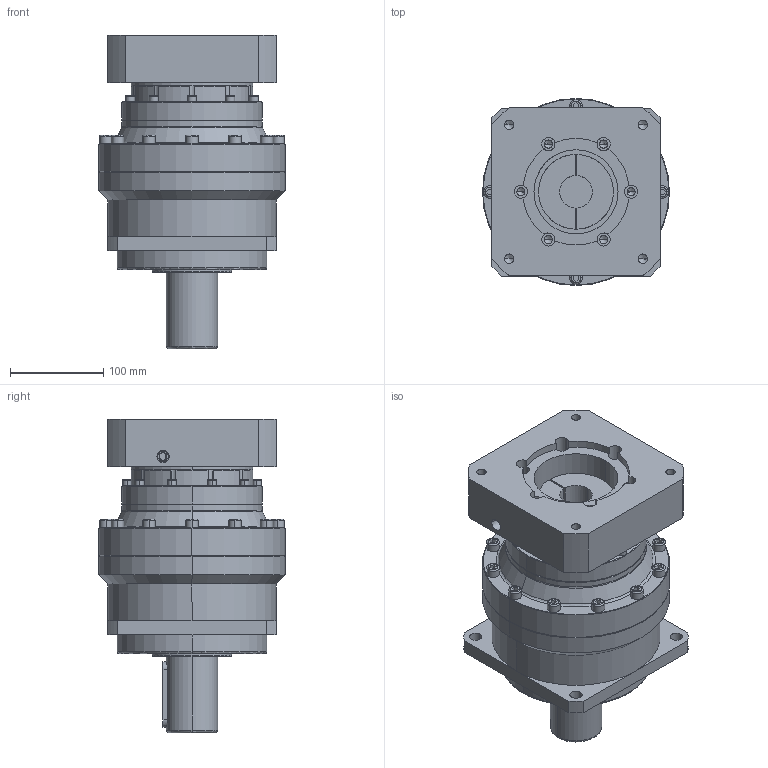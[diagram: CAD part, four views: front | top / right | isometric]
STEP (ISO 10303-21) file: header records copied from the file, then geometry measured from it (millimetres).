
FILE_DESCRIPTION (( 'STEP AP214' ), '1' );
FILE_NAME ('PB180-L2-耳35-耳114.3-耳200M12.STEP', '2023-08-19T00:56:06', ( 'admin' ), ( '' ), 'SwSTEP 2.0', 'SolidWorks 2013', '' );
FILE_SCHEMA (( 'AUTOMOTIVE_DESIGN' ));
Length unit declared in the file: millimetre
Products named in the file (1): PB180-L2-耳35-耳114.3-耳200M12
Bounding box: 200 x 200 x 336 mm (x, y, z)
Volume: 6291312.4 mm3; surface area: 334631.9 mm2
Topology: 1 solids, 1 shells, 513 faces, 1286 edges, 809 vertices
Faces by surface type: plane 223, cylinder 177, cone 59, bspline 54
Entity records: 22609 total; most frequent: CARTESIAN_POINT 4837, ORIENTED_EDGE 2528, DIRECTION 2522, EDGE_CURVE 1264, AXIS2_PLACEMENT_3D 918, VERTEX_POINT 809, VECTOR 686, LINE 686
